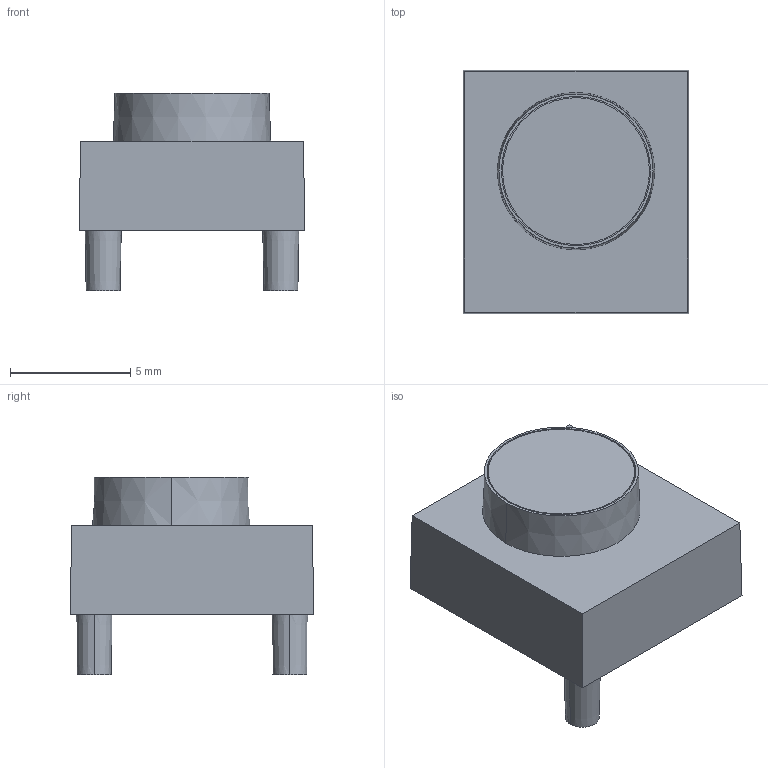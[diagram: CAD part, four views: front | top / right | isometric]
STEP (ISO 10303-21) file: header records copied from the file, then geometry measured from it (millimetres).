
FILE_DESCRIPTION (( 'STEP AP214' ), '1' );
FILE_NAME ('SF1.STEP', '2010-02-16T14:51:07', ( 'IT' ), ( '' ), 'SwSTEP 2.0', 'SolidWorks 2009', '' );
FILE_SCHEMA (( 'AUTOMOTIVE_DESIGN' ));
Length unit declared in the file: millimetre
Products named in the file (3): SF1; SF1_Membrane_00
Assembly tree (2 placements, depth 2):
  SF1
    SF1
    SF1_Membrane_00
Bounding box: 9.38 x 10.12 x 8.2 mm (x, y, z)
Volume: 293.6 mm3; surface area: 545.6 mm2
Topology: 2 solids, 2 shells, 42 faces, 99 edges, 66 vertices
Faces by surface type: plane 32, cone 6, cylinder 4
Entity records: 1317 total; most frequent: DIRECTION 213, CARTESIAN_POINT 212, ORIENTED_EDGE 198, EDGE_CURVE 99, VECTOR 79, LINE 79, AXIS2_PLACEMENT_3D 67, VERTEX_POINT 66
